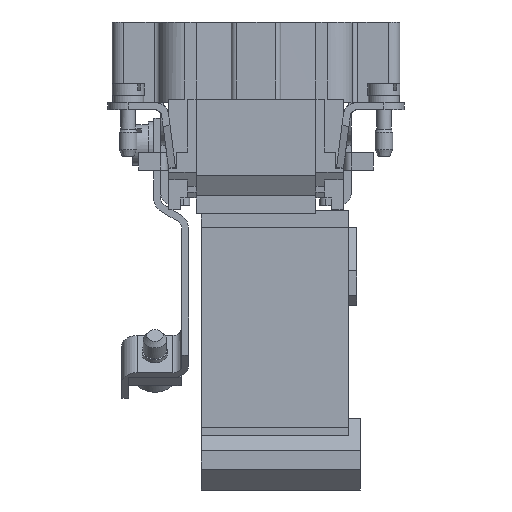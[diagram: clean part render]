
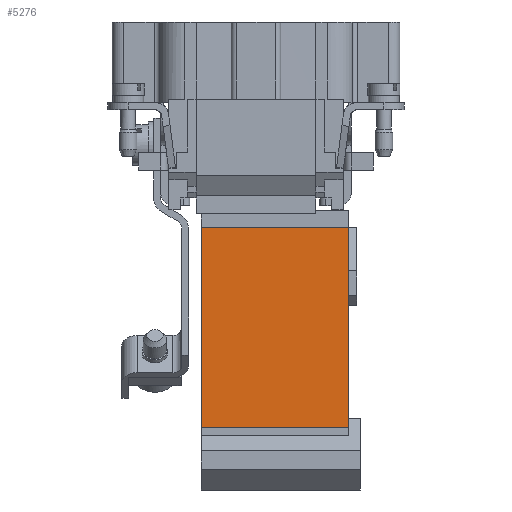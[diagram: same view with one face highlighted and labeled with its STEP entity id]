
A CAD part, front view. The second image highlights one B-rep face of the part: STEP entity #5276.
In plain terms, the highlighted planar face has unit normal (0, -1, 0).
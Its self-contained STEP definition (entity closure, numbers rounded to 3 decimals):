
#3658=PLANE('',#22857);
#4395=FACE_OUTER_BOUND('',#6705,.T.);
#5276=ADVANCED_FACE('',(#4395),#3658,.T.);
#6705=EDGE_LOOP('',(#10546,#10547,#10548,#10549));
#10546=ORIENTED_EDGE('',*,*,#15232,.F.);
#10547=ORIENTED_EDGE('',*,*,#15233,.F.);
#10548=ORIENTED_EDGE('',*,*,#15138,.F.);
#10549=ORIENTED_EDGE('',*,*,#15231,.T.);
#13003=VERTEX_POINT('',#32321);
#13004=VERTEX_POINT('',#32323);
#13063=VERTEX_POINT('',#32522);
#13064=VERTEX_POINT('',#32526);
#15138=EDGE_CURVE('',#13003,#13004,#18423,.T.);
#15231=EDGE_CURVE('',#13003,#13063,#18499,.T.);
#15232=EDGE_CURVE('',#13064,#13063,#18500,.T.);
#15233=EDGE_CURVE('',#13004,#13064,#18501,.T.);
#18423=LINE('',#32322,#20416);
#18499=LINE('',#32523,#20492);
#18500=LINE('',#32525,#20493);
#18501=LINE('',#32527,#20494);
#20416=VECTOR('',#26561,1.);
#20492=VECTOR('',#26735,1.);
#20493=VECTOR('',#26738,1.);
#20494=VECTOR('',#26739,1.);
#22857=AXIS2_PLACEMENT_3D('',#32528,#26740,#26741);
#26561=DIRECTION('',(0.,0.,-1.));
#26735=DIRECTION('',(-1.,0.,0.));
#26738=DIRECTION('',(0.,0.,1.));
#26739=DIRECTION('',(-1.,0.,0.));
#26740=DIRECTION('',(0.,-1.,0.));
#26741=DIRECTION('',(0.,0.,-1.));
#32321=CARTESIAN_POINT('',(15.85,-16.9,-20.269));
#32322=CARTESIAN_POINT('',(15.85,-16.9,-20.769));
#32323=CARTESIAN_POINT('',(15.85,-16.9,-54.769));
#32522=CARTESIAN_POINT('',(-9.45,-16.9,-20.269));
#32523=CARTESIAN_POINT('',(-9.45,-16.9,-20.269));
#32525=CARTESIAN_POINT('',(-9.45,-16.9,-54.269));
#32526=CARTESIAN_POINT('',(-9.45,-16.9,-54.769));
#32527=CARTESIAN_POINT('',(-9.45,-16.9,-54.769));
#32528=CARTESIAN_POINT('',(-9.45,-16.9,-20.769));
